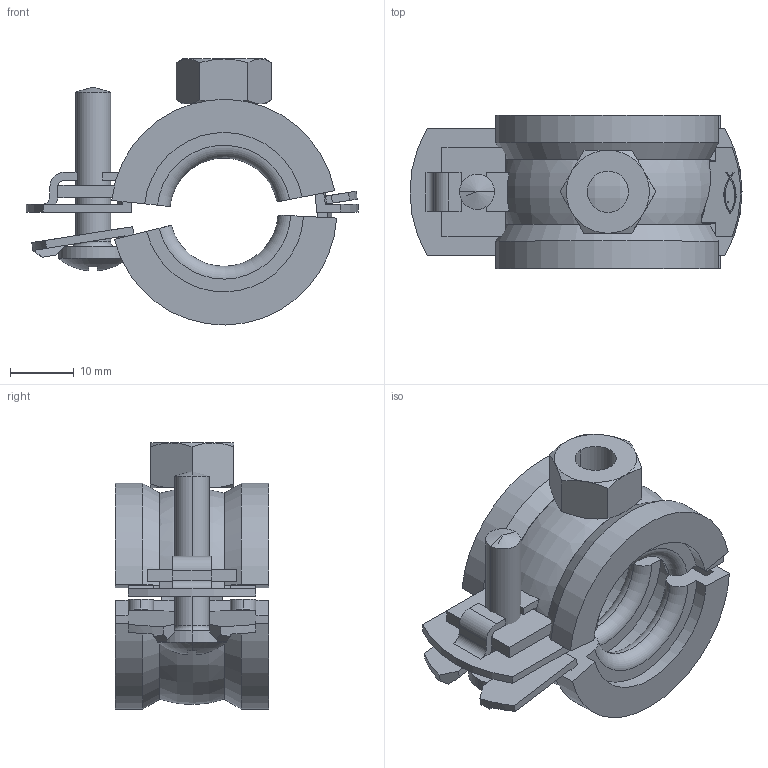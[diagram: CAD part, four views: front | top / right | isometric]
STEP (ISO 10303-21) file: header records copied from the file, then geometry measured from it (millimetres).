
FILE_DESCRIPTION(('STEP AP214'),'1');
FILE_NAME('cctmp_FBBEC0C5-B7E7-4A53-BC4F-C7D99DDBE447_2021_05_28_14_55_32_0926..stp','2021-05-28T12:55:33',('fischerwerke GmbH & Co. KG'),('CADClick - www.CADClick.com'),'Spatial InterOp 3D',' ','unknown authorization');
FILE_SCHEMA(('AUTOMOTIVE_DESIGN'));
Length unit declared in the file: millimetre
Products named in the file (8): cc_unnamed; FGRS 15 - 19_79421_6; FGRS 15 - 19_79421_5; FGRS 15 - 19_79421_4; FGRS 15 - 19_79421_3; FGRS 15 - 19_79421_2; FGRS 15 - 19_79421_1; FGRS 15 - 19_79421
Assembly tree (7 placements, depth 2):
  cc_unnamed
    FGRS 15 - 19_79421_6
    FGRS 15 - 19_79421_5
    FGRS 15 - 19_79421_4
    FGRS 15 - 19_79421_3
    FGRS 15 - 19_79421_2
    FGRS 15 - 19_79421_1
    FGRS 15 - 19_79421
Bounding box: 52 x 24 x 41.67 mm (x, y, z)
Volume: 13686.9 mm3; surface area: 15562.9 mm2
Topology: 7 solids, 7 shells, 384 faces, 1088 edges, 716 vertices
Faces by surface type: plane 298, cylinder 44, torus 22, cone 18, sphere 2
Entity records: 15986 total; most frequent: CARTESIAN_POINT 2672, ORIENTED_EDGE 2172, DIRECTION 2007, EDGE_CURVE 1086, LINE 845, VECTOR 845, VERTEX_POINT 716, AXIS2_PLACEMENT_3D 581
